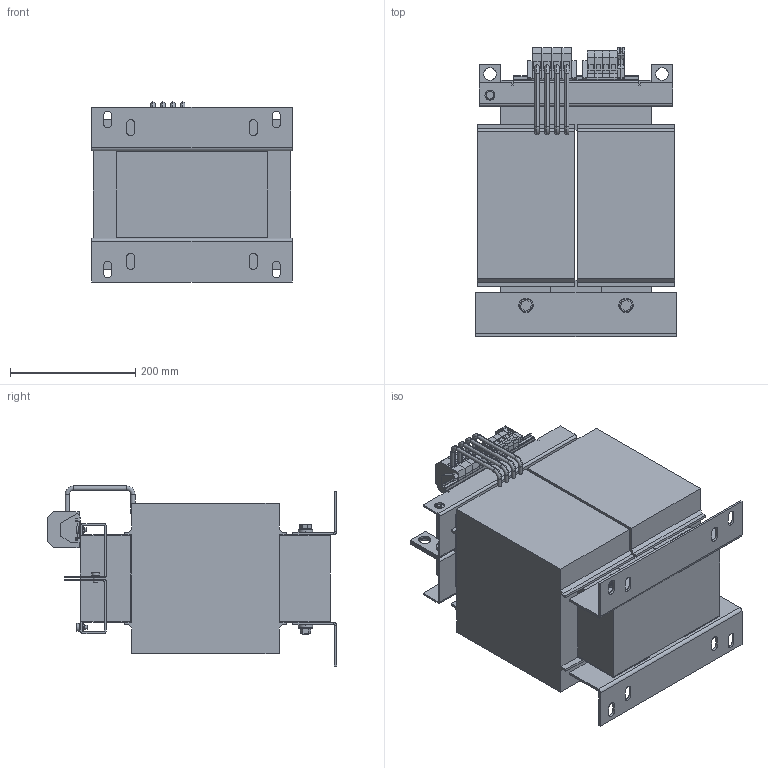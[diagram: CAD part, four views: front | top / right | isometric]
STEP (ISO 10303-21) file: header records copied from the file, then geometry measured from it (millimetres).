
FILE_DESCRIPTION (( 'STEP AP214' ), '1' );
FILE_NAME ('307201.STEP', '2023-03-28T10:39:10', ( '' ), ( '' ), 'SwSTEP 2.0', 'SolidWorks 2018', '' );
FILE_SCHEMA (( 'AUTOMOTIVE_DESIGN' ));
Length unit declared in the file: millimetre
Products named in the file (1): 307201
Bounding box: 320 x 462.8 x 287.95 mm (x, y, z)
Volume: 24160303.6 mm3; surface area: 1045617 mm2
Topology: 1 solids, 1 shells, 1251 faces, 3088 edges, 1891 vertices
Faces by surface type: plane 907, cylinder 316, torus 20, cone 8
Entity records: 36637 total; most frequent: CARTESIAN_POINT 7046, ORIENTED_EDGE 6176, DIRECTION 5958, EDGE_CURVE 3088, VECTOR 2304, LINE 2304, VERTEX_POINT 1891, AXIS2_PLACEMENT_3D 1827
